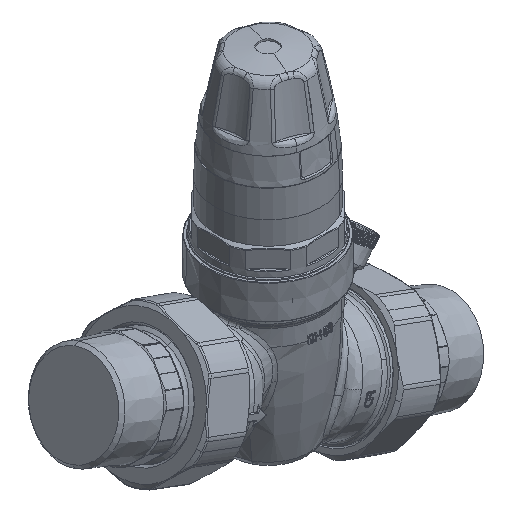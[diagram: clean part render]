
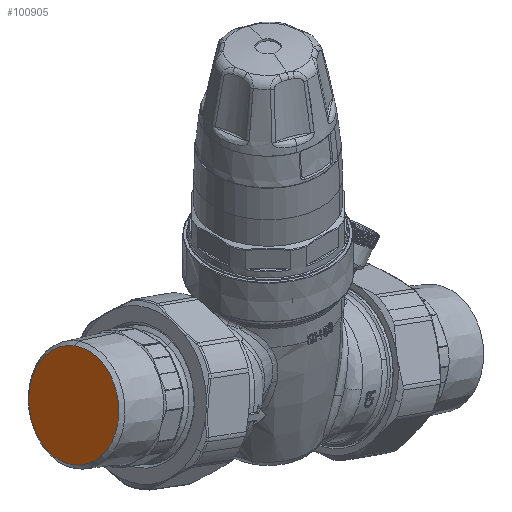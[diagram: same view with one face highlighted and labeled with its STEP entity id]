
A CAD part, isometric view. The second image highlights one B-rep face of the part: STEP entity #100905.
In plain terms, the highlighted planar face has unit normal (-0.94, 0, 0.342).
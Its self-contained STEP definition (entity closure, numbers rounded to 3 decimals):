
#100862=CARTESIAN_POINT('Vertex',(-134.245,-8.06,0.588)) ;
#100869=CARTESIAN_POINT('Vertex',(-116.273,8.06,49.966)) ;
#100872=CARTESIAN_POINT('Axis2P3D Location',(-125.259,0.,25.277)) ;
#100884=CARTESIAN_POINT('Axis2P3D Location',(-125.259,0.,25.277)) ;
#100896=CARTESIAN_POINT('Axis2P3D Location',(-125.259,0.,25.277)) ;
#100873=DIRECTION('Axis2P3D Direction',(0.94,0.,-0.342)) ;
#100885=DIRECTION('Axis2P3D Direction',(0.94,0.,-0.342)) ;
#100897=DIRECTION('Axis2P3D Direction',(0.94,0.,-0.342)) ;
#100898=DIRECTION('Axis2P3D XDirection',(0.245,-0.698,0.673)) ;
#100874=AXIS2_PLACEMENT_3D('Circle Axis2P3D',#100872,#100873,$) ;
#100886=AXIS2_PLACEMENT_3D('Circle Axis2P3D',#100884,#100885,$) ;
#100899=AXIS2_PLACEMENT_3D('Plane Axis2P3D',#100896,#100897,#100898) ;
#100902=ORIENTED_EDGE('',*,*,#100876,.F.) ;
#100903=ORIENTED_EDGE('',*,*,#100888,.F.) ;
#100905=ADVANCED_FACE('PartBody',(#100904),#100900,.F.) ;
#100875=CIRCLE('generated circle',#100874,27.482) ;
#100887=CIRCLE('generated circle',#100886,27.482) ;
#100876=EDGE_CURVE('',#100870,#100863,#100875,.T.) ;
#100888=EDGE_CURVE('',#100863,#100870,#100887,.T.) ;
#100901=EDGE_LOOP('',(#100902,#100903)) ;
#100904=FACE_OUTER_BOUND('',#100901,.T.) ;
#100900=PLANE('',#100899) ;
#100863=VERTEX_POINT('',#100862) ;
#100870=VERTEX_POINT('',#100869) ;
